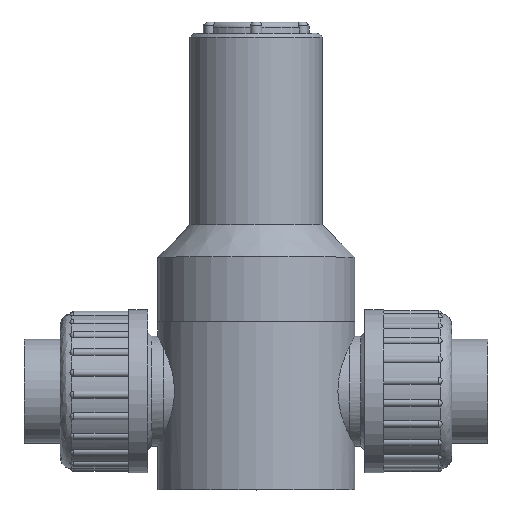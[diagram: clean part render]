
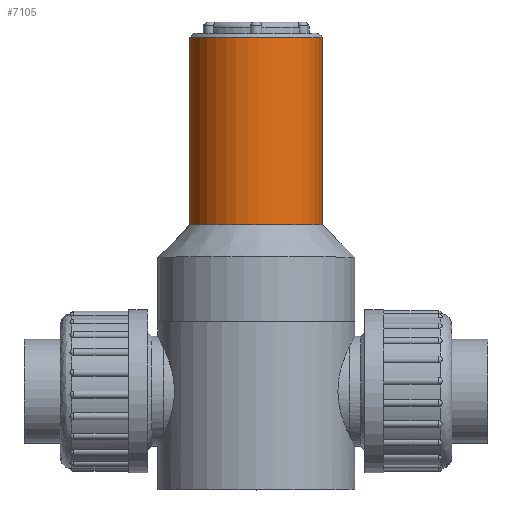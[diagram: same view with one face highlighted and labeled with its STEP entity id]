
A CAD part, top view. The second image highlights one B-rep face of the part: STEP entity #7105.
In plain terms, the highlighted cylindrical face has radius 17.5 mm (diameter 35 mm), a full revolution.
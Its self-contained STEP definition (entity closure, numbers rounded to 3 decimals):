
#57 = DIRECTION ( 'NONE',  ( -1., 0., 0. ) ) ;
#1596 = VERTEX_POINT ( 'NONE', #9688 ) ;
#3190 = CARTESIAN_POINT ( 'NONE',  ( -22.915, 18.337, 0. ) ) ;
#4074 = DIRECTION ( 'NONE',  ( 0., 0., 1. ) ) ;
#4264 = AXIS2_PLACEMENT_3D ( 'NONE', #11887, #14034, #9352 ) ;
#5763 = AXIS2_PLACEMENT_3D ( 'NONE', #3190, #7698, #4074 ) ;
#5829 = FACE_OUTER_BOUND ( 'NONE', #6008, .T. ) ;
#5899 = CARTESIAN_POINT ( 'NONE',  ( -22.915, 19.337, 0. ) ) ;
#5973 = DIRECTION ( 'NONE',  ( 0., 1., 0. ) ) ;
#6008 = EDGE_LOOP ( 'NONE', ( #6235 ) ) ;
#6169 = EDGE_CURVE ( 'NONE', #1596, #1596, #11071, .T. ) ;
#6235 = ORIENTED_EDGE ( 'NONE', *, *, #6169, .T. ) ;
#7066 = CIRCLE ( 'NONE', #5763, 17.5 ) ;
#7088 = FACE_OUTER_BOUND ( 'NONE', #11556, .T. ) ;
#7105 = ADVANCED_FACE ( 'NONE', ( #5829, #7088 ), #11924, .T. ) ;
#7698 = DIRECTION ( 'NONE',  ( 0., -1., 0. ) ) ;
#8149 = CARTESIAN_POINT ( 'NONE',  ( -22.915, 18.337, 17.5 ) ) ;
#8902 = EDGE_CURVE ( 'NONE', #9115, #9115, #7066, .T. ) ;
#9115 = VERTEX_POINT ( 'NONE', #8149 ) ;
#9352 = DIRECTION ( 'NONE',  ( -1., 0., 0. ) ) ;
#9688 = CARTESIAN_POINT ( 'NONE',  ( -40.415, -31.163, 0. ) ) ;
#11071 = CIRCLE ( 'NONE', #4264, 17.5 ) ;
#11556 = EDGE_LOOP ( 'NONE', ( #11732 ) ) ;
#11732 = ORIENTED_EDGE ( 'NONE', *, *, #8902, .T. ) ;
#11887 = CARTESIAN_POINT ( 'NONE',  ( -22.915, -31.163, 0. ) ) ;
#11924 = CYLINDRICAL_SURFACE ( 'NONE', #13107, 17.5 ) ;
#13107 = AXIS2_PLACEMENT_3D ( 'NONE', #5899, #5973, #57 ) ;
#14034 = DIRECTION ( 'NONE',  ( 0., 1., 0. ) ) ;
